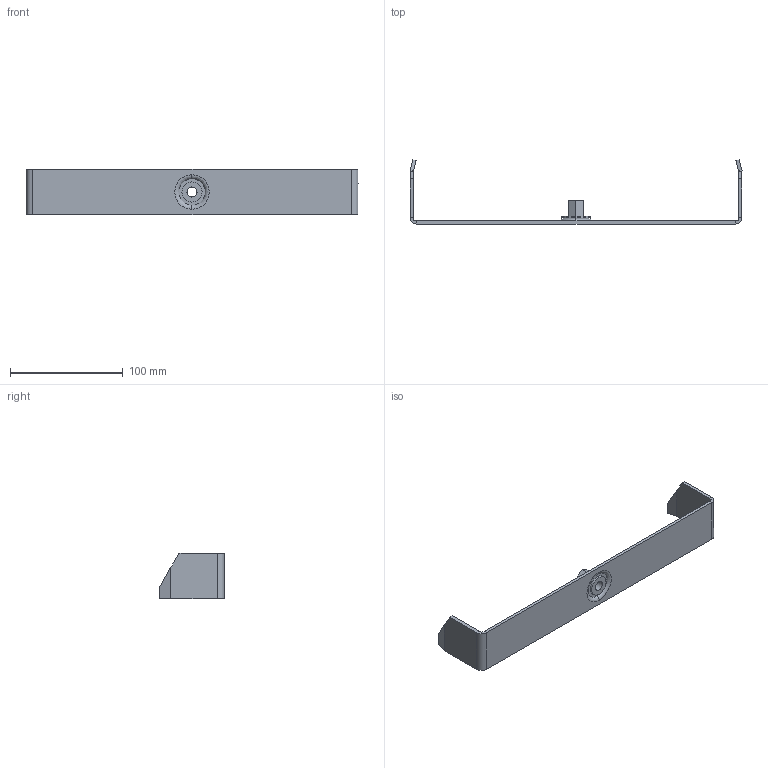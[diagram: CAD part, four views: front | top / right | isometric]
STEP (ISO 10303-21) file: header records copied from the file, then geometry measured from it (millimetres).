
FILE_DESCRIPTION (( 'STEP AP214' ), '1' );
FILE_NAME ('6358744.STEP', '2025-02-11T08:42:34', ( '' ), ( '' ), 'SwSTEP 2.0', 'SolidWorks 2024', '' );
FILE_SCHEMA (( 'AUTOMOTIVE_DESIGN' ));
Length unit declared in the file: millimetre
Products named in the file (4): KTS 04.024-009; KTS 04.024-012_gestaucht bei 4,5 mm; 6358744; 086025_60 x 300
Assembly tree (3 placements, depth 2):
  6358744
    086025_60 x 300
    KTS 04.024-012_gestaucht bei 4,5 mm
    KTS 04.024-009
Bounding box: 295 x 57 x 40 mm (x, y, z)
Volume: 48199.7 mm3; surface area: 36257.6 mm2
Topology: 3 solids, 3 shells, 65 faces, 160 edges, 104 vertices
Faces by surface type: plane 49, cylinder 10, torus 4, bspline 2
Entity records: 2064 total; most frequent: CARTESIAN_POINT 394, ORIENTED_EDGE 320, DIRECTION 318, EDGE_CURVE 160, LINE 116, VECTOR 116, VERTEX_POINT 104, AXIS2_PLACEMENT_3D 101
